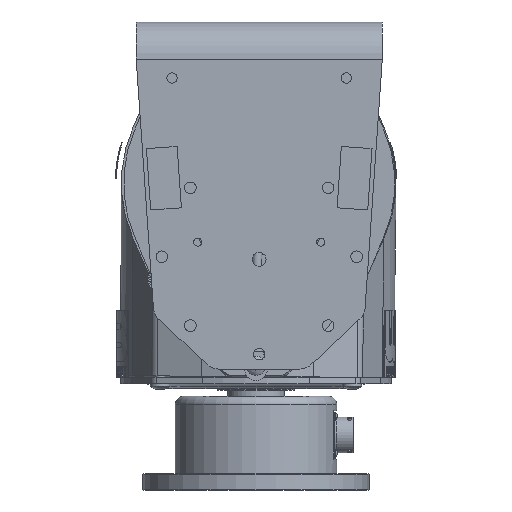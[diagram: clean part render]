
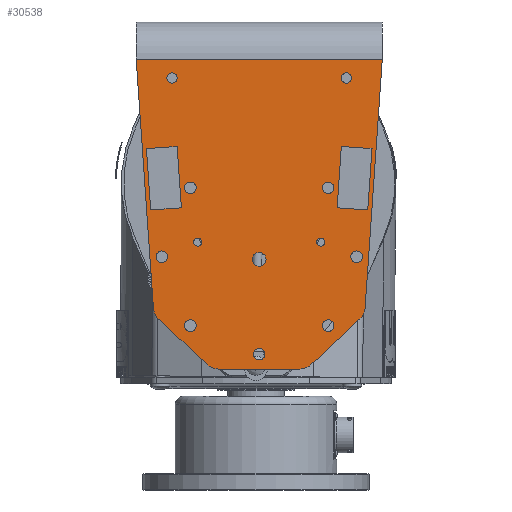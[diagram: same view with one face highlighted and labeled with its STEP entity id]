
A CAD part, front view. The second image highlights one B-rep face of the part: STEP entity #30538.
In plain terms, the highlighted planar face has unit normal (0, -1, 0).
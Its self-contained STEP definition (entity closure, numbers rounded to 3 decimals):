
#1290=LINE('',#46459,#3136);
#1294=LINE('',#46468,#3140);
#1296=LINE('',#46473,#3142);
#1337=LINE('',#46825,#3183);
#1344=LINE('',#46836,#3190);
#1347=LINE('',#46843,#3193);
#3136=VECTOR('',#37022,154.711);
#3140=VECTOR('',#37028,41.469);
#3142=VECTOR('',#37032,41.469);
#3183=VECTOR('',#37425,154.711);
#3190=VECTOR('',#37438,50.432);
#3193=VECTOR('',#37445,152.4);
#7231=FACE_BOUND('',#10439,.T.);
#7232=FACE_BOUND('',#10440,.T.);
#7233=FACE_BOUND('',#10441,.T.);
#7234=FACE_BOUND('',#10442,.T.);
#7235=FACE_BOUND('',#10443,.T.);
#7236=FACE_BOUND('',#10444,.T.);
#7237=FACE_BOUND('',#10445,.T.);
#7238=FACE_BOUND('',#10446,.T.);
#7239=FACE_BOUND('',#10447,.T.);
#7240=FACE_BOUND('',#10448,.T.);
#7241=FACE_BOUND('',#10449,.T.);
#7242=FACE_BOUND('',#10450,.T.);
#8271=FACE_OUTER_BOUND('',#10438,.T.);
#10438=EDGE_LOOP('',(#22223,#22224,#22225,#22226,#22227,#22228,#22229,#22230,
#22231,#22232));
#10439=EDGE_LOOP('',(#22233));
#10440=EDGE_LOOP('',(#22234));
#10441=EDGE_LOOP('',(#22235));
#10442=EDGE_LOOP('',(#22236));
#10443=EDGE_LOOP('',(#22237));
#10444=EDGE_LOOP('',(#22238));
#10445=EDGE_LOOP('',(#22239));
#10446=EDGE_LOOP('',(#22240));
#10447=EDGE_LOOP('',(#22241));
#10448=EDGE_LOOP('',(#22242));
#10449=EDGE_LOOP('',(#22243));
#10450=EDGE_LOOP('',(#22244));
#13191=CIRCLE('',#32750,3.201);
#13194=CIRCLE('',#32755,3.201);
#13202=CIRCLE('',#32771,10.);
#13204=CIRCLE('',#32774,10.);
#13206=CIRCLE('',#32777,10.);
#13208=CIRCLE('',#32780,10.);
#13218=CIRCLE('',#32795,2.488);
#13222=CIRCLE('',#32801,2.488);
#13226=CIRCLE('',#32807,4.25);
#13230=CIRCLE('',#32813,3.569);
#13234=CIRCLE('',#32819,3.569);
#13238=CIRCLE('',#32825,3.569);
#13242=CIRCLE('',#32831,3.569);
#13246=CIRCLE('',#32837,3.569);
#13250=CIRCLE('',#32843,3.569);
#13254=CIRCLE('',#32849,3.569);
#14919=VERTEX_POINT('',#46435);
#14922=VERTEX_POINT('',#46443);
#14928=VERTEX_POINT('',#46456);
#14929=VERTEX_POINT('',#46458);
#14932=VERTEX_POINT('',#46465);
#14933=VERTEX_POINT('',#46467);
#14934=VERTEX_POINT('',#46471);
#14935=VERTEX_POINT('',#46472);
#14950=VERTEX_POINT('',#46510);
#14952=VERTEX_POINT('',#46516);
#14954=VERTEX_POINT('',#46522);
#14970=VERTEX_POINT('',#46561);
#14974=VERTEX_POINT('',#46571);
#14978=VERTEX_POINT('',#46581);
#14982=VERTEX_POINT('',#46591);
#14986=VERTEX_POINT('',#46601);
#14990=VERTEX_POINT('',#46611);
#14994=VERTEX_POINT('',#46621);
#14998=VERTEX_POINT('',#46631);
#15002=VERTEX_POINT('',#46641);
#15006=VERTEX_POINT('',#46651);
#15070=VERTEX_POINT('',#46824);
#17749=EDGE_CURVE('',#14919,#14919,#13191,.T.);
#17752=EDGE_CURVE('',#14922,#14922,#13194,.T.);
#17758=EDGE_CURVE('',#14928,#14929,#1290,.T.);
#17762=EDGE_CURVE('',#14932,#14933,#1294,.T.);
#17764=EDGE_CURVE('',#14934,#14935,#1296,.T.);
#17780=EDGE_CURVE('',#14928,#14935,#13202,.T.);
#17782=EDGE_CURVE('',#14934,#14950,#13204,.T.);
#17785=EDGE_CURVE('',#14932,#14952,#13206,.T.);
#17788=EDGE_CURVE('',#14954,#14933,#13208,.T.);
#17806=EDGE_CURVE('',#14970,#14970,#13218,.T.);
#17810=EDGE_CURVE('',#14974,#14974,#13222,.T.);
#17814=EDGE_CURVE('',#14978,#14978,#13226,.T.);
#17818=EDGE_CURVE('',#14982,#14982,#13230,.T.);
#17822=EDGE_CURVE('',#14986,#14986,#13234,.T.);
#17826=EDGE_CURVE('',#14990,#14990,#13238,.T.);
#17830=EDGE_CURVE('',#14994,#14994,#13242,.T.);
#17834=EDGE_CURVE('',#14998,#14998,#13246,.T.);
#17838=EDGE_CURVE('',#15002,#15002,#13250,.T.);
#17842=EDGE_CURVE('',#15006,#15006,#13254,.T.);
#17915=EDGE_CURVE('',#15070,#14952,#1337,.T.);
#17922=EDGE_CURVE('',#14950,#14954,#1344,.T.);
#17926=EDGE_CURVE('',#15070,#14929,#1347,.T.);
#22223=ORIENTED_EDGE('',*,*,#17758,.F.);
#22224=ORIENTED_EDGE('',*,*,#17780,.T.);
#22225=ORIENTED_EDGE('',*,*,#17764,.F.);
#22226=ORIENTED_EDGE('',*,*,#17782,.T.);
#22227=ORIENTED_EDGE('',*,*,#17922,.T.);
#22228=ORIENTED_EDGE('',*,*,#17788,.T.);
#22229=ORIENTED_EDGE('',*,*,#17762,.F.);
#22230=ORIENTED_EDGE('',*,*,#17785,.T.);
#22231=ORIENTED_EDGE('',*,*,#17915,.F.);
#22232=ORIENTED_EDGE('',*,*,#17926,.T.);
#22233=ORIENTED_EDGE('',*,*,#17749,.T.);
#22234=ORIENTED_EDGE('',*,*,#17752,.T.);
#22235=ORIENTED_EDGE('',*,*,#17814,.T.);
#22236=ORIENTED_EDGE('',*,*,#17822,.F.);
#22237=ORIENTED_EDGE('',*,*,#17818,.F.);
#22238=ORIENTED_EDGE('',*,*,#17830,.F.);
#22239=ORIENTED_EDGE('',*,*,#17826,.F.);
#22240=ORIENTED_EDGE('',*,*,#17838,.F.);
#22241=ORIENTED_EDGE('',*,*,#17834,.F.);
#22242=ORIENTED_EDGE('',*,*,#17842,.F.);
#22243=ORIENTED_EDGE('',*,*,#17810,.F.);
#22244=ORIENTED_EDGE('',*,*,#17806,.F.);
#29443=PLANE('',#32954);
#30538=ADVANCED_FACE('',(#8271,#7231,#7232,#7233,#7234,#7235,#7236,#7237,
#7238,#7239,#7240,#7241,#7242),#29443,.T.);
#32750=AXIS2_PLACEMENT_3D('',#46436,#36998,#36999);
#32755=AXIS2_PLACEMENT_3D('',#46444,#37008,#37009);
#32771=AXIS2_PLACEMENT_3D('',#46507,#37060,#37061);
#32774=AXIS2_PLACEMENT_3D('',#46511,#37066,#37067);
#32777=AXIS2_PLACEMENT_3D('',#46517,#37073,#37074);
#32780=AXIS2_PLACEMENT_3D('',#46523,#37080,#37081);
#32795=AXIS2_PLACEMENT_3D('',#46562,#37118,#37119);
#32801=AXIS2_PLACEMENT_3D('',#46572,#37130,#37131);
#32807=AXIS2_PLACEMENT_3D('',#46582,#37142,#37143);
#32813=AXIS2_PLACEMENT_3D('',#46592,#37154,#37155);
#32819=AXIS2_PLACEMENT_3D('',#46602,#37166,#37167);
#32825=AXIS2_PLACEMENT_3D('',#46612,#37178,#37179);
#32831=AXIS2_PLACEMENT_3D('',#46622,#37190,#37191);
#32837=AXIS2_PLACEMENT_3D('',#46632,#37202,#37203);
#32843=AXIS2_PLACEMENT_3D('',#46642,#37214,#37215);
#32849=AXIS2_PLACEMENT_3D('',#46652,#37226,#37227);
#32954=AXIS2_PLACEMENT_3D('',#46866,#37472,#37473);
#36998=DIRECTION('center_axis',(0.,1.,0.));
#36999=DIRECTION('ref_axis',(1.,0.,0.));
#37008=DIRECTION('center_axis',(0.,1.,0.));
#37009=DIRECTION('ref_axis',(-1.,0.,0.));
#37022=DIRECTION('',(-0.069,0.,0.998));
#37028=DIRECTION('',(-0.731,0.,-0.682));
#37032=DIRECTION('',(-0.731,0.,0.682));
#37060=DIRECTION('center_axis',(0.,-1.,0.));
#37061=DIRECTION('ref_axis',(0.,0.,
-1.));
#37066=DIRECTION('center_axis',(0.,-1.,0.));
#37067=DIRECTION('ref_axis',(0.,0.,
-1.));
#37073=DIRECTION('center_axis',(0.,-1.,0.));
#37074=DIRECTION('ref_axis',(0.,0.,
-1.));
#37080=DIRECTION('center_axis',(0.,-1.,0.));
#37081=DIRECTION('ref_axis',(0.,0.,
-1.));
#37118=DIRECTION('center_axis',(0.,-1.,0.));
#37119=DIRECTION('ref_axis',(0.,0.,
-1.));
#37130=DIRECTION('center_axis',(0.,-1.,0.));
#37131=DIRECTION('ref_axis',(0.,0.,
-1.));
#37142=DIRECTION('center_axis',(0.,1.,0.));
#37143=DIRECTION('ref_axis',(0.,0.,
-1.));
#37154=DIRECTION('center_axis',(0.,-1.,0.));
#37155=DIRECTION('ref_axis',(0.,0.,
-1.));
#37166=DIRECTION('center_axis',(0.,-1.,0.));
#37167=DIRECTION('ref_axis',(0.,0.,
-1.));
#37178=DIRECTION('center_axis',(0.,-1.,0.));
#37179=DIRECTION('ref_axis',(0.,0.,
-1.));
#37190=DIRECTION('center_axis',(0.,-1.,0.));
#37191=DIRECTION('ref_axis',(0.,0.,
-1.));
#37202=DIRECTION('center_axis',(0.,-1.,0.));
#37203=DIRECTION('ref_axis',(0.,0.,
-1.));
#37214=DIRECTION('center_axis',(0.,-1.,0.));
#37215=DIRECTION('ref_axis',(0.,0.,
-1.));
#37226=DIRECTION('center_axis',(0.,-1.,0.));
#37227=DIRECTION('ref_axis',(0.,0.,
-1.));
#37425=DIRECTION('',(-0.069,0.,-0.998));
#37438=DIRECTION('',(1.,0.,0.));
#37445=DIRECTION('',(-1.,0.,0.));
#37472=DIRECTION('center_axis',(0.,-1.,0.));
#37473=DIRECTION('ref_axis',(0.,0.,-1.));
#46435=CARTESIAN_POINT('',(57.176,-156.625,185.304));
#46436=CARTESIAN_POINT('Origin',(53.975,-156.625,185.304));
#46443=CARTESIAN_POINT('',(-50.775,-156.625,185.304));
#46444=CARTESIAN_POINT('Origin',(-53.975,-156.625,185.304));
#46456=CARTESIAN_POINT('',(-65.521,-156.625,42.658));
#46458=CARTESIAN_POINT('',(-76.2,-156.625,197.));
#46459=CARTESIAN_POINT('',(-76.87,-156.625,206.681));
#46465=CARTESIAN_POINT('',(62.365,-156.625,36.034));
#46467=CARTESIAN_POINT('',(32.036,-156.625,7.753));
#46468=CARTESIAN_POINT('',(116.776,-156.625,86.774));
#46471=CARTESIAN_POINT('',(-32.036,-156.625,7.753));
#46472=CARTESIAN_POINT('',(-62.365,-156.625,36.034));
#46473=CARTESIAN_POINT('',(-116.776,-156.625,86.774));
#46507=CARTESIAN_POINT('Origin',(-55.545,-156.625,43.348));
#46510=CARTESIAN_POINT('',(-25.216,-156.625,5.066));
#46511=CARTESIAN_POINT('Origin',(-25.216,-156.625,15.066));
#46516=CARTESIAN_POINT('',(65.521,-156.625,42.658));
#46517=CARTESIAN_POINT('Origin',(55.545,-156.625,43.348));
#46522=CARTESIAN_POINT('',(25.216,-156.625,5.066));
#46523=CARTESIAN_POINT('Origin',(25.216,-156.625,15.066));
#46561=CARTESIAN_POINT('',(-38.1,-156.625,81.216));
#46562=CARTESIAN_POINT('Origin',(-38.1,-156.625,83.704));
#46571=CARTESIAN_POINT('',(38.1,-156.625,81.216));
#46572=CARTESIAN_POINT('Origin',(38.1,-156.625,83.704));
#46581=CARTESIAN_POINT('',(0.,-156.625,68.75));
#46582=CARTESIAN_POINT('Origin',(0.,-156.625,73.));
#46591=CARTESIAN_POINT('',(42.656,-156.625,113.723));
#46592=CARTESIAN_POINT('Origin',(42.656,-156.625,117.292));
#46601=CARTESIAN_POINT('',(-42.656,-156.625,113.723));
#46602=CARTESIAN_POINT('Origin',(-42.656,-156.625,117.292));
#46611=CARTESIAN_POINT('',(-42.656,-156.625,28.411));
#46612=CARTESIAN_POINT('Origin',(-42.656,-156.625,31.98));
#46621=CARTESIAN_POINT('',(42.656,-156.625,28.411));
#46622=CARTESIAN_POINT('Origin',(42.656,-156.625,31.98));
#46631=CARTESIAN_POINT('',(60.325,-156.625,71.067));
#46632=CARTESIAN_POINT('Origin',(60.325,-156.625,74.636));
#46641=CARTESIAN_POINT('',(-60.325,-156.625,71.067));
#46642=CARTESIAN_POINT('Origin',(-60.325,-156.625,74.636));
#46651=CARTESIAN_POINT('',(0.,-156.625,10.742));
#46652=CARTESIAN_POINT('Origin',(0.,-156.625,14.311));
#46824=CARTESIAN_POINT('',(76.2,-156.625,197.));
#46825=CARTESIAN_POINT('',(76.87,-156.625,206.681));
#46836=CARTESIAN_POINT('',(-76.2,-156.625,5.066));
#46843=CARTESIAN_POINT('',(76.2,-156.625,197.));
#46866=CARTESIAN_POINT('Origin',(0.,-156.625,212.));
